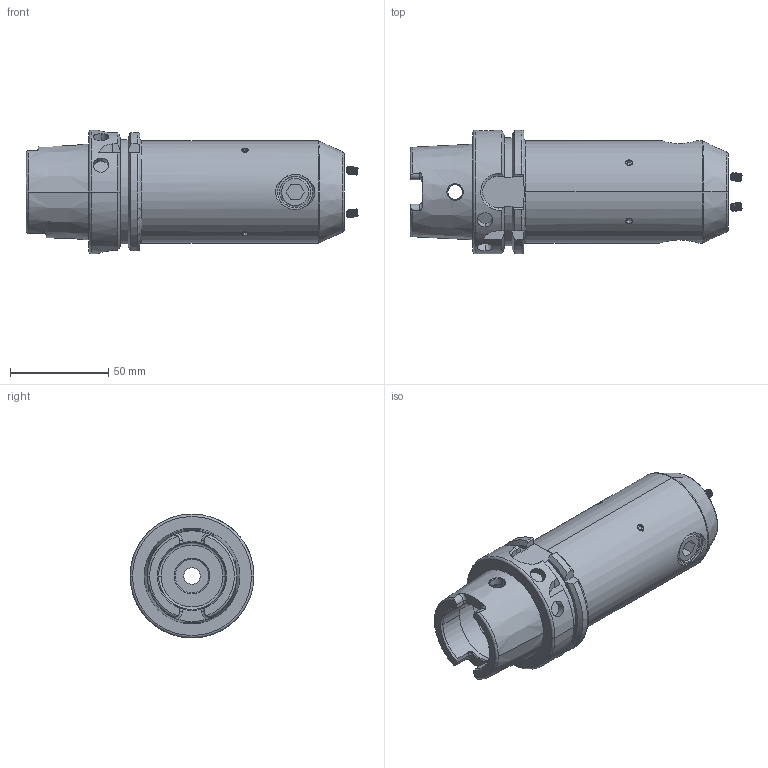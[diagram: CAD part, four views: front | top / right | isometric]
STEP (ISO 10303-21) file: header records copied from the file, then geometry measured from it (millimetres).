
FILE_DESCRIPTION (( 'STEP AP203' ), '1' );
FILE_NAME ('FWA063H-EKH20130.STEP', '2024-01-06T05:26:33', ( '' ), ( '' ), 'SwSTEP 2.0', 'SolidWorks 2023', '' );
FILE_SCHEMA (( 'CONFIG_CONTROL_DESIGN' ));
Length unit declared in the file: millimetre
Products named in the file (6): GS-M4X4_DIN 913 - M4 x 4-N; GS-M4X4-COATING_DIN 913 - M4 x 4-N; GS-M16X16-DIN1835-B_ISO 4026 - M16 x 10-N; HSKA63EK20130WW; FWA063H-EKH20130
Assembly tree (11 placements, depth 3):
  FWA063H-EKH20130
    HSKA63EK20130WW
      HSKA63EK20130WW
      GS-M16X16-DIN1835-B_ISO 4026 - M16 x 10-N
      GS-M4X4_DIN 913 - M4 x 4-N  x4
      GS-M4X4-COATING_DIN 913 - M4 x 4-N  x4
Bounding box: 168.95 x 63 x 63 mm (x, y, z)
Volume: 272032.6 mm3; surface area: 48372 mm2
Topology: 10 solids, 10 shells, 611 faces, 1559 edges, 979 vertices
Faces by surface type: cone 267, cylinder 165, plane 134, torus 29, bspline 14, sphere 2
Entity records: 12922 total; most frequent: CARTESIAN_POINT 4334, ORIENTED_EDGE 1674, DIRECTION 1620, EDGE_CURVE 837, AXIS2_PLACEMENT_3D 649, VERTEX_POINT 523, EDGE_LOOP 360, FACE_OUTER_BOUND 329
